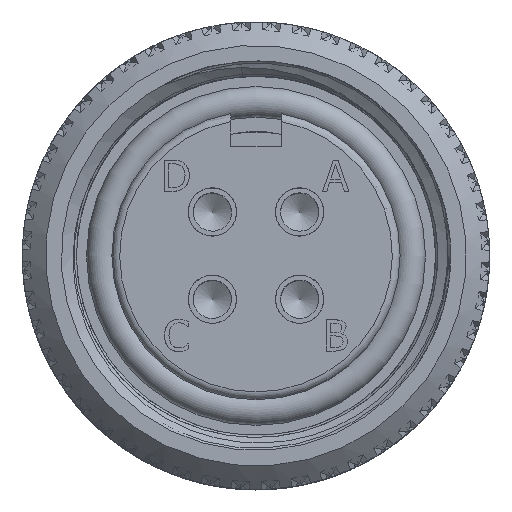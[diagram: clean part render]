
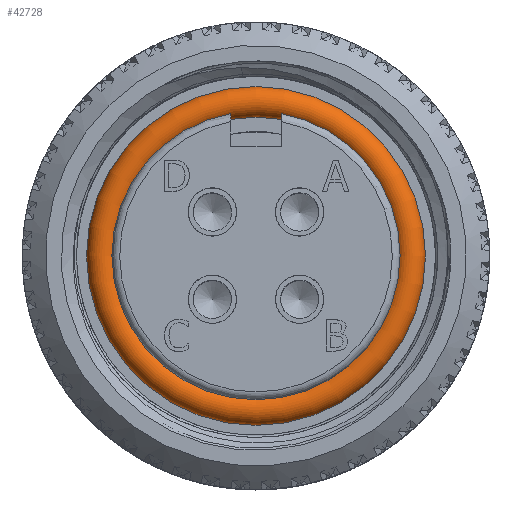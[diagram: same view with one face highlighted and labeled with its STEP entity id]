
A CAD part, top view. The second image highlights one B-rep face of the part: STEP entity #42728.
In plain terms, the highlighted toroidal (fillet/blend) face has major radius 5.025 mm and minor radius 0.5 mm.
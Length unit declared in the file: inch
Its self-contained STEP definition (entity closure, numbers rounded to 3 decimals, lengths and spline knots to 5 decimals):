
#57=TOROIDAL_SURFACE('',#43851,0.19783,0.01969);
#1819=CIRCLE('',#43852,0.01969);
#1820=CIRCLE('',#43853,0.17815);
#4752=FACE_OUTER_BOUND('',#7008,.T.);
#7008=EDGE_LOOP('',(#37333,#37334,#37335,#37336));
#17952=VERTEX_POINT('',#107828);
#24487=EDGE_CURVE('',#17952,#17952,#1819,.T.);
#24488=EDGE_CURVE('',#17952,#17952,#1820,.T.);
#37333=ORIENTED_EDGE('',*,*,#24487,.F.);
#37334=ORIENTED_EDGE('',*,*,#24488,.T.);
#37335=ORIENTED_EDGE('',*,*,#24487,.T.);
#37336=ORIENTED_EDGE('',*,*,#24488,.F.);
#42728=ADVANCED_FACE('',(#4752),#57,.T.);
#43851=AXIS2_PLACEMENT_3D('',#107827,#45837,#45838);
#43852=AXIS2_PLACEMENT_3D('',#107829,#45839,#45840);
#43853=AXIS2_PLACEMENT_3D('',#107830,#45841,#45842);
#45837=DIRECTION('center_axis',(1.,0.,0.));
#45838=DIRECTION('ref_axis',(0.,0.,-1.));
#45839=DIRECTION('center_axis',(0.,-1.,0.));
#45840=DIRECTION('ref_axis',(0.,0.,1.));
#45841=DIRECTION('center_axis',(-1.,0.,0.));
#45842=DIRECTION('ref_axis',(0.,0.,-1.));
#107827=CARTESIAN_POINT('Origin',(0.,0.,0.));
#107828=CARTESIAN_POINT('',(0.,0.,
0.17815));
#107829=CARTESIAN_POINT('Origin',(0.,0.,0.19783));
#107830=CARTESIAN_POINT('Origin',(0.,0.,0.));
